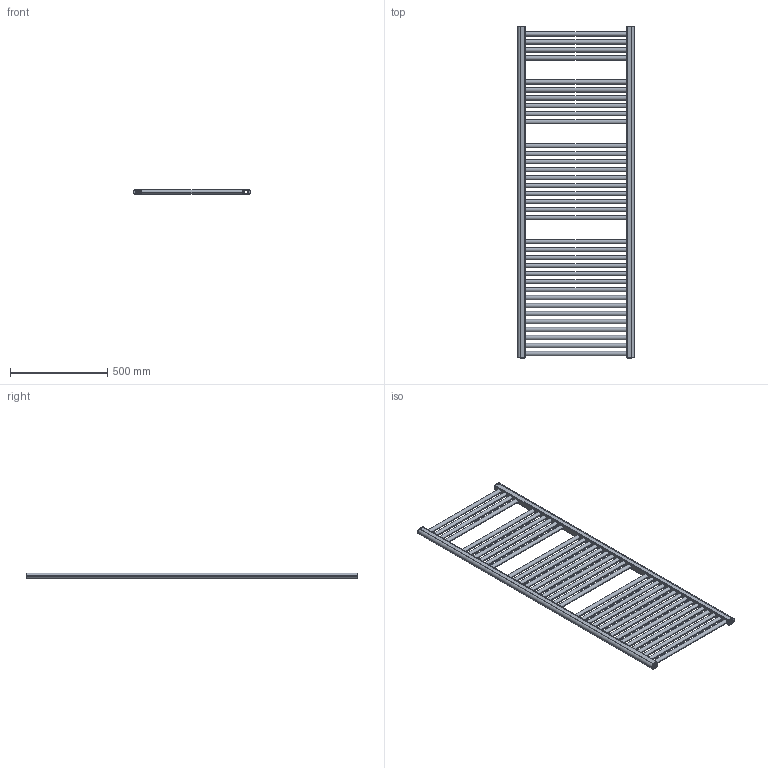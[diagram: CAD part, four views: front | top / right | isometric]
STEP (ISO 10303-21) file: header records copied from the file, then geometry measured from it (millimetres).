
FILE_DESCRIPTION((''),'2;1');
FILE_NAME('U0548496_ASM','2018-01-03T13:58:56',('myarac'),(''),'CREO PARAMETRIC BY PTC INC, 2017260','CREO PARAMETRIC BY PTC INC, 2017260','');
FILE_SCHEMA(('AUTOMOTIVE_DESIGN { 1 0 10303 214 1 1 1 1 }'));
Length unit declared in the file: millimetre
Products named in the file (5): U0547391; U0547358; U0547357; U0547366; U0548496_ASM
Assembly tree (41 placements, depth 2):
  U0548496_ASM
    U0547391  x2
    U0547358  x3
    U0547357
    U0547366  x35
Bounding box: 600 x 1703.4 x 30 mm (x, y, z)
Volume: 1578181.4 mm3; surface area: 3238054.8 mm2
Topology: 41 solids, 44 shells, 1664 faces, 3570 edges, 1988 vertices
Faces by surface type: torus 594, cone 560, cylinder 364, plane 146
Entity records: 9913 total; most frequent: DIRECTION 1441, CARTESIAN_POINT 1376, COLOUR_RGB 1359, ORIENTED_EDGE 1124, AXIS2_PLACEMENT_3D 593, EDGE_CURVE 564, VERTEX_POINT 356, CIRCLE 308
